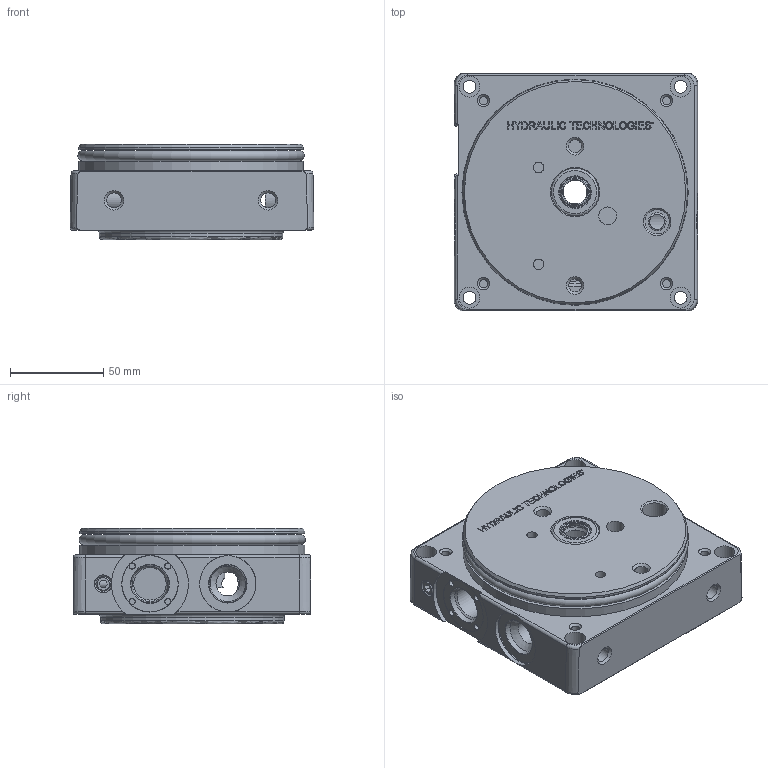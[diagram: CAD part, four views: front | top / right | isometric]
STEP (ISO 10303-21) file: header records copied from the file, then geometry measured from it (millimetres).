
FILE_DESCRIPTION (( 'STEP AP203' ), '1' );
FILE_NAME ('DER23126259_KN11.STEP', '2024-08-05T12:51:27', ( '' ), ( '' ), 'SwSTEP 2.0', 'SolidWorks 2022', '' );
FILE_SCHEMA (( 'CONFIG_CONTROL_DESIGN' ));
Length unit declared in the file: millimetre
Products named in the file (1): DER23126259_KN11
Bounding box: 130.55 x 127.25 x 51.13 mm (x, y, z)
Surface area: 74932.9 mm2 (no closed solid volume)
Topology: 0 solids, 8 shells, 196 faces, 711 edges, 542 vertices
Faces by surface type: plane 68, cylinder 58, cone 50, torus 20
Full cylindrical faces by diameter (mm): 3.175 x4, 4.343 x4, 5.105 x4, 5.131 x3, 5.588 x2, 6.909 x6, 7.937 x1, 7.938 x1, 9.525 x1, 11.112 x4, 12.725 x1, 13.081 x1, 17.424 x1, 17.475 x1, 22.225 x1, 25.375 x1, 30.163 x1, 30.175 x4, 98.298 x1, 120.345 x2
Entity records: 8399 total; most frequent: CARTESIAN_POINT 3058, ORIENTED_EDGE 1074, DIRECTION 890, EDGE_CURVE 581, VERTEX_POINT 515, AXIS2_PLACEMENT_3D 400, EDGE_LOOP 370, B_SPLINE_CURVE_WITH_KNOTS 279
